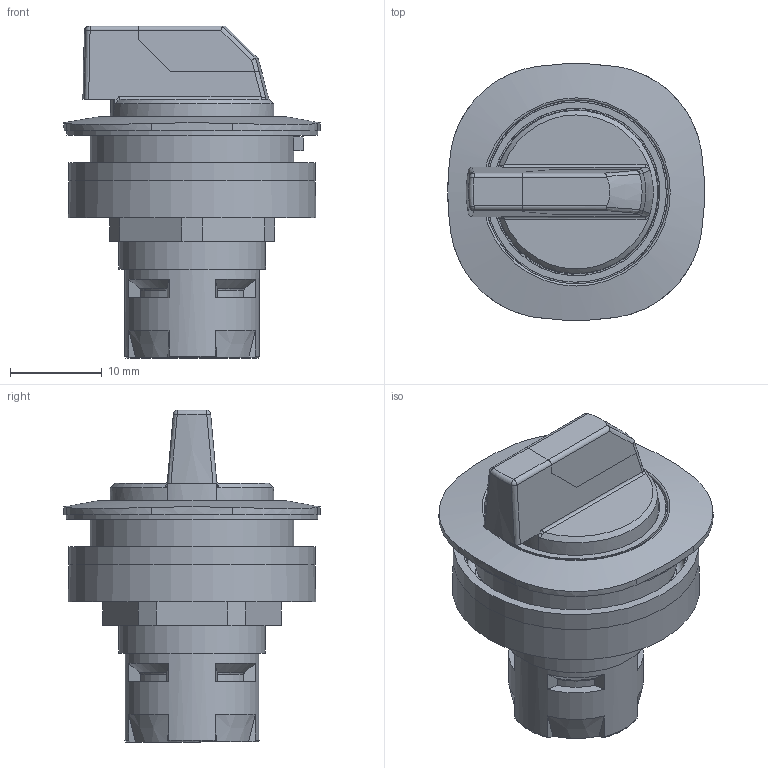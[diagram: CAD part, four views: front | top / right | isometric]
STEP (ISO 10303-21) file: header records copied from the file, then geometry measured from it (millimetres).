
FILE_DESCRIPTION(/* description */ (''),/* implementation_level */ '2;1');
FILE_NAME(/* name */ 'RQJSTAL_ipt.stp',/* time_stamp */ '2017-07-07T10:12:56+02:00',/* author */ ('thagel'),/* organization */ (''),/* preprocessor_version */ 'ST-DEVELOPER v16.1',/* originating_system */ 'Autodesk Inventor 2016',/* authorisation */ '');
FILE_SCHEMA (('AUTOMOTIVE_DESIGN { 1 0 10303 214 3 1 1 }'));
Length unit declared in the file: centimetre
Products named in the file (1): RRJSTAL... A03.0443
Bounding box: 27.96 x 27.93 x 36.2 mm (x, y, z)
Volume: 8775.2 mm3; surface area: 6511 mm2
Topology: 1 solids, 11 shells, 415 faces, 1143 edges, 743 vertices
Faces by surface type: plane 176, bspline 93, cylinder 82, cone 33, torus 21, sphere 10
Full cylindrical faces by diameter (mm): 12.7 x1, 14.15 x1, 14.43 x1, 14.7 x1, 16 x2, 16.5 x1, 18.25 x1, 19.67 x1, 20.05 x1, 21.165 x1, 22.2 x1, 25 x1, 26.86 x1, 27.4 x1
Entity records: 26901 total; most frequent: CARTESIAN_POINT 17082, ORIENTED_EDGE 2202, DIRECTION 1649, EDGE_CURVE 1093, VERTEX_POINT 726, AXIS2_PLACEMENT_3D 641, EDGE_LOOP 609, FACE_OUTER_BOUND 415
